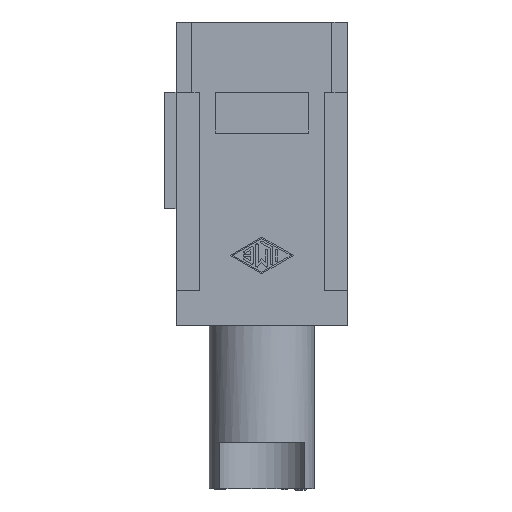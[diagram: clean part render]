
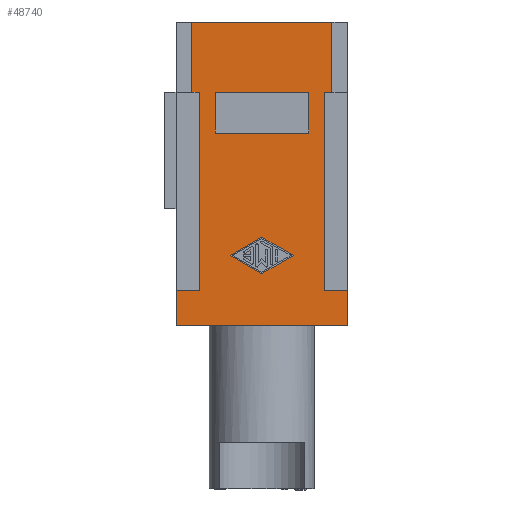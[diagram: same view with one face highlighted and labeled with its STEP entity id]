
A CAD part, front view. The second image highlights one B-rep face of the part: STEP entity #48740.
In plain terms, the highlighted face is planar.
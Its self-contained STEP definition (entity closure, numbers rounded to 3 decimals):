
#10280=CARTESIAN_POINT('',(15.,-6.,-40.));
#10290=VERTEX_POINT('',#10280);
#10320=CARTESIAN_POINT('',(15.,0.,-40.));
#10330=DIRECTION('',(0.,1.,0.));
#10340=VECTOR('',#10330,1.);
#10350=LINE('',#10320,#10340);
#10360=CARTESIAN_POINT('',(15.,6.,-40.));
#10370=VERTEX_POINT('',#10360);
#10380=EDGE_CURVE('',#10290,#10370,#10350,.T.);
#23590=CARTESIAN_POINT('',(15.,-4.,-30.485));
#23600=VERTEX_POINT('',#23590);
#23630=CARTESIAN_POINT('',(15.,-4.,-30.485));
#23640=DIRECTION('',(0.,1.,0.));
#23650=VECTOR('',#23640,8.);
#23660=LINE('',#23630,#23650);
#23670=CARTESIAN_POINT('',(15.,4.,-30.485));
#23680=VERTEX_POINT('',#23670);
#23690=EDGE_CURVE('',#23600,#23680,#23660,.T.);
#25620=CARTESIAN_POINT('',(15.,7.35,-14.));
#25630=VERTEX_POINT('',#25620);
#25660=CARTESIAN_POINT('',(15.,7.35,-14.));
#25670=DIRECTION('',(0.,-1.,0.));
#25680=VECTOR('',#25670,14.7);
#25690=LINE('',#25660,#25680);
#25700=CARTESIAN_POINT('',(15.,-7.35,-14.));
#25710=VERTEX_POINT('',#25700);
#25720=EDGE_CURVE('',#25630,#25710,#25690,.T.);
#27200=CARTESIAN_POINT('',(15.,5.35,-17.));
#27210=VERTEX_POINT('',#27200);
#27240=CARTESIAN_POINT('',(15.,5.35,-17.));
#27250=DIRECTION('',(0.,1.,0.));
#27260=VECTOR('',#27250,2.);
#27270=LINE('',#27240,#27260);
#27280=CARTESIAN_POINT('',(15.,7.35,-17.));
#27290=VERTEX_POINT('',#27280);
#27300=EDGE_CURVE('',#27210,#27290,#27270,.T.);
#28580=CARTESIAN_POINT('',(15.,4.,-33.985));
#28590=VERTEX_POINT('',#28580);
#28620=CARTESIAN_POINT('',(15.,6.,-33.985));
#28630=DIRECTION('',(0.,-1.,0.));
#28640=VECTOR('',#28630,1.);
#28650=LINE('',#28620,#28640);
#28660=CARTESIAN_POINT('',(15.,-4.,-33.985));
#28670=VERTEX_POINT('',#28660);
#28680=EDGE_CURVE('',#28590,#28670,#28650,.T.);
#30030=CARTESIAN_POINT('',(15.,0.,-34.));
#30040=DIRECTION('',(0.,-1.,0.));
#30050=VECTOR('',#30040,1.);
#30060=LINE('',#30030,#30050);
#30070=CARTESIAN_POINT('',(15.,6.,-34.));
#30080=VERTEX_POINT('',#30070);
#30090=CARTESIAN_POINT('',(15.,5.35,-34.));
#30100=VERTEX_POINT('',#30090);
#30110=EDGE_CURVE('',#30080,#30100,#30060,.T.);
#30850=CARTESIAN_POINT('',(15.,6.,0.));
#30860=DIRECTION('',(0.,0.,-1.));
#30870=VECTOR('',#30860,1.);
#30880=LINE('',#30850,#30870);
#30890=EDGE_CURVE('',#30080,#10370,#30880,.T.);
#40410=CARTESIAN_POINT('',(15.,-5.35,-34.));
#40420=VERTEX_POINT('',#40410);
#40450=CARTESIAN_POINT('',(15.,0.,-34.));
#40460=DIRECTION('',(0.,-1.,0.));
#40470=VECTOR('',#40460,1.);
#40480=LINE('',#40450,#40470);
#40490=CARTESIAN_POINT('',(15.,-6.,-34.));
#40500=VERTEX_POINT('',#40490);
#40510=EDGE_CURVE('',#40420,#40500,#40480,.T.);
#40910=CARTESIAN_POINT('',(15.,-4.,-40.));
#40920=DIRECTION('',(0.,0.,1.));
#40930=VECTOR('',#40920,9.);
#40940=LINE('',#40910,#40930);
#40950=EDGE_CURVE('',#28670,#23600,#40940,.T.);
#41390=CARTESIAN_POINT('',(15.,-5.35,-17.));
#41400=VERTEX_POINT('',#41390);
#41450=CARTESIAN_POINT('',(15.,-5.35,-17.));
#41460=DIRECTION('',(0.,0.,-1.));
#41470=VECTOR('',#41460,17.);
#41480=LINE('',#41450,#41470);
#41490=EDGE_CURVE('',#41400,#40420,#41480,.T.);
#43230=CARTESIAN_POINT('',(15.,4.,-31.));
#43240=DIRECTION('',(0.,0.,-1.));
#43250=VECTOR('',#43240,9.);
#43260=LINE('',#43230,#43250);
#43270=EDGE_CURVE('',#23680,#28590,#43260,.T.);
#44330=CARTESIAN_POINT('',(15.,5.35,-34.));
#44340=DIRECTION('',(0.,0.,1.));
#44350=VECTOR('',#44340,17.);
#44360=LINE('',#44330,#44350);
#44370=EDGE_CURVE('',#30100,#27210,#44360,.T.);
#46990=CARTESIAN_POINT('',(15.,-7.35,-17.));
#47000=DIRECTION('',(0.,1.,0.));
#47010=VECTOR('',#47000,2.);
#47020=LINE('',#46990,#47010);
#47030=CARTESIAN_POINT('',(15.,-7.35,-17.));
#47040=VERTEX_POINT('',#47030);
#47050=EDGE_CURVE('',#47040,#41400,#47020,.T.);
#48000=CARTESIAN_POINT('',(15.,-7.35,0.));
#48010=DIRECTION('',(1.,-0.,0.));
#48020=DIRECTION('',(0.,0.,-1.));
#48030=AXIS2_PLACEMENT_3D('',#48000,#48010,#48020);
#48040=PLANE('',#48030);
#48050=CARTESIAN_POINT('',(15.,0.,-21.562));
#48060=DIRECTION('',(0.,-0.866,0.5));
#48070=VECTOR('',#48060,1.);
#48080=LINE('',#48050,#48070);
#48090=CARTESIAN_POINT('',(15.,0.,-21.562));
#48100=VERTEX_POINT('',#48090);
#48110=CARTESIAN_POINT('',(15.,-2.709,-20.));
#48120=VERTEX_POINT('',#48110);
#48130=EDGE_CURVE('',#48100,#48120,#48080,.T.);
#48140=ORIENTED_EDGE('',*,*,#48130,.T.);
#48150=CARTESIAN_POINT('',(15.,0.,-21.562));
#48160=DIRECTION('',(0.,-0.866,-0.5));
#48170=VECTOR('',#48160,1.);
#48180=LINE('',#48150,#48170);
#48190=CARTESIAN_POINT('',(15.,2.709,-20.));
#48200=VERTEX_POINT('',#48190);
#48210=EDGE_CURVE('',#48200,#48100,#48180,.T.);
#48220=ORIENTED_EDGE('',*,*,#48210,.T.);
#48230=CARTESIAN_POINT('',(15.,0.,-18.438));
#48240=DIRECTION('',(0.,0.866,-0.5));
#48250=VECTOR('',#48240,1.);
#48260=LINE('',#48230,#48250);
#48270=CARTESIAN_POINT('',(15.,0.,-18.438));
#48280=VERTEX_POINT('',#48270);
#48290=EDGE_CURVE('',#48280,#48200,#48260,.T.);
#48300=ORIENTED_EDGE('',*,*,#48290,.T.);
#48310=CARTESIAN_POINT('',(15.,0.,-18.438));
#48320=DIRECTION('',(0.,0.866,0.5));
#48330=VECTOR('',#48320,1.);
#48340=LINE('',#48310,#48330);
#48350=EDGE_CURVE('',#48120,#48280,#48340,.T.);
#48360=ORIENTED_EDGE('',*,*,#48350,.T.);
#48370=EDGE_LOOP('',(#48360,#48300,#48220,#48140));
#48380=FACE_BOUND('',#48370,.T.);
#48390=ORIENTED_EDGE('',*,*,#43270,.T.);
#48400=ORIENTED_EDGE('',*,*,#23690,.T.);
#48410=ORIENTED_EDGE('',*,*,#40950,.T.);
#48420=ORIENTED_EDGE('',*,*,#28680,.T.);
#48430=EDGE_LOOP('',(#48420,#48410,#48400,#48390));
#48440=FACE_BOUND('',#48430,.T.);
#48450=ORIENTED_EDGE('',*,*,#47050,.T.);
#48460=CARTESIAN_POINT('',(15.,-7.35,-14.));
#48470=DIRECTION('',(0.,0.,-1.));
#48480=VECTOR('',#48470,3.);
#48490=LINE('',#48460,#48480);
#48500=EDGE_CURVE('',#25710,#47040,#48490,.T.);
#48510=ORIENTED_EDGE('',*,*,#48500,.T.);
#48520=ORIENTED_EDGE('',*,*,#25720,.T.);
#48530=CARTESIAN_POINT('',(15.,7.35,-14.));
#48540=DIRECTION('',(0.,0.,-1.));
#48550=VECTOR('',#48540,3.);
#48560=LINE('',#48530,#48550);
#48570=EDGE_CURVE('',#25630,#27290,#48560,.T.);
#48580=ORIENTED_EDGE('',*,*,#48570,.F.);
#48590=ORIENTED_EDGE('',*,*,#27300,.T.);
#48600=ORIENTED_EDGE('',*,*,#44370,.T.);
#48610=ORIENTED_EDGE('',*,*,#30110,.T.);
#48620=ORIENTED_EDGE('',*,*,#30890,.F.);
#48630=ORIENTED_EDGE('',*,*,#10380,.T.);
#48640=CARTESIAN_POINT('',(15.,-6.,0.));
#48650=DIRECTION('',(0.,0.,-1.));
#48660=VECTOR('',#48650,1.);
#48670=LINE('',#48640,#48660);
#48680=EDGE_CURVE('',#40500,#10290,#48670,.T.);
#48690=ORIENTED_EDGE('',*,*,#48680,.T.);
#48700=ORIENTED_EDGE('',*,*,#40510,.T.);
#48710=ORIENTED_EDGE('',*,*,#41490,.T.);
#48720=EDGE_LOOP('',(#48710,#48700,#48690,#48630,#48620,#48610,#48600,
#48590,#48580,#48520,#48510,#48450));
#48730=FACE_OUTER_BOUND('',#48720,.T.);
#48740=ADVANCED_FACE('',(#48380,#48440,#48730),#48040,.T.);
